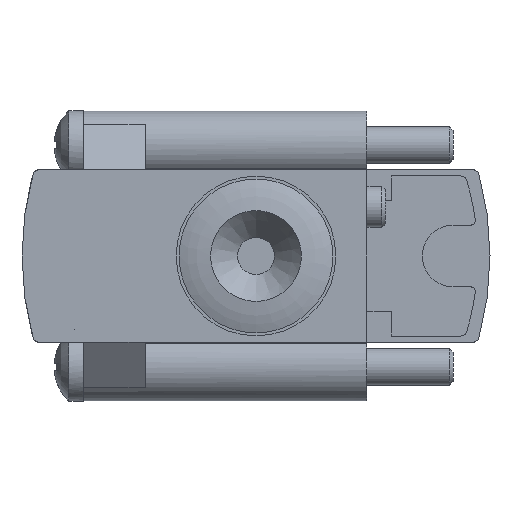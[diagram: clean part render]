
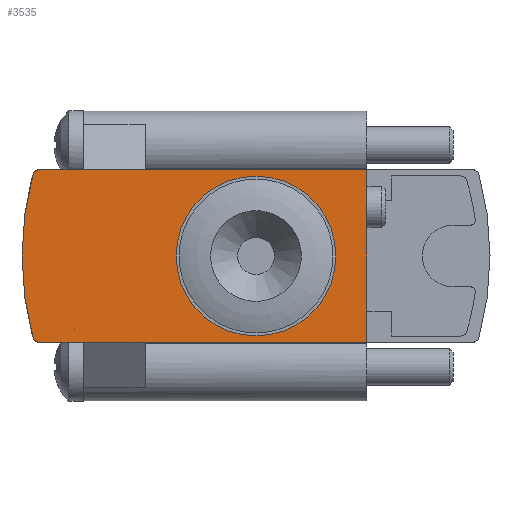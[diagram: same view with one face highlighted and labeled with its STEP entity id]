
A CAD part, left-side view. The second image highlights one B-rep face of the part: STEP entity #3535.
In plain terms, the highlighted planar face has unit normal (-1, 0, 0).
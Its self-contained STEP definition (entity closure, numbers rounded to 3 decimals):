
#63=PLANE('',#3734);
#130=CIRCLE('',#3650,25.);
#132=CIRCLE('',#3653,0.5);
#134=CIRCLE('',#3659,0.5);
#170=CIRCLE('',#3735,6.481);
#260=LINE('',#4746,#479);
#266=LINE('',#4758,#485);
#279=LINE('',#4799,#498);
#291=LINE('',#4828,#510);
#360=LINE('',#5039,#579);
#479=VECTOR('',#3950,1000.);
#485=VECTOR('',#3958,1000.);
#498=VECTOR('',#3981,1000.);
#510=VECTOR('',#4001,1000.);
#579=VECTOR('',#4208,1000.);
#941=ORIENTED_EDGE('',*,*,#1538,.T.);
#942=ORIENTED_EDGE('',*,*,#1438,.F.);
#943=ORIENTED_EDGE('',*,*,#1423,.F.);
#944=ORIENTED_EDGE('',*,*,#1411,.F.);
#945=ORIENTED_EDGE('',*,*,#1386,.F.);
#946=ORIENTED_EDGE('',*,*,#1394,.F.);
#947=ORIENTED_EDGE('',*,*,#1400,.F.);
#948=ORIENTED_EDGE('',*,*,#1539,.T.);
#949=ORIENTED_EDGE('',*,*,#1406,.F.);
#1386=EDGE_CURVE('',#1733,#1734,#130,.T.);
#1394=EDGE_CURVE('',#1740,#1733,#132,.T.);
#1400=EDGE_CURVE('',#1744,#1740,#260,.T.);
#1406=EDGE_CURVE('',#1749,#1750,#266,.T.);
#1411=EDGE_CURVE('',#1734,#1754,#134,.T.);
#1423=EDGE_CURVE('',#1754,#1763,#279,.T.);
#1438=EDGE_CURVE('',#1763,#1749,#291,.T.);
#1538=EDGE_CURVE('',#1848,#1848,#170,.T.);
#1539=EDGE_CURVE('',#1744,#1750,#360,.T.);
#1733=VERTEX_POINT('',#4705);
#1734=VERTEX_POINT('',#4707);
#1740=VERTEX_POINT('',#4729);
#1744=VERTEX_POINT('',#4745);
#1749=VERTEX_POINT('',#4757);
#1750=VERTEX_POINT('',#4759);
#1754=VERTEX_POINT('',#4773);
#1763=VERTEX_POINT('',#4800);
#1848=VERTEX_POINT('',#5038);
#2036=EDGE_LOOP('',(#941));
#2037=EDGE_LOOP('',(#942,#943,#944,#945,#946,#947,#948,#949));
#2233=FACE_BOUND('',#2036,.T.);
#2234=FACE_BOUND('',#2037,.T.);
#3535=ADVANCED_FACE('',(#2233,#2234),#63,.F.);
#3650=AXIS2_PLACEMENT_3D('',#4706,#3929,#3930);
#3653=AXIS2_PLACEMENT_3D('',#4730,#3939,#3940);
#3659=AXIS2_PLACEMENT_3D('',#4772,#3964,#3965);
#3734=AXIS2_PLACEMENT_3D('',#5036,#4204,#4205);
#3735=AXIS2_PLACEMENT_3D('',#5037,#4206,#4207);
#3929=DIRECTION('',(1.,0.,0.));
#3930=DIRECTION('',(0.,0.,-1.));
#3939=DIRECTION('',(1.,0.,0.));
#3940=DIRECTION('',(0.,0.,-1.));
#3950=DIRECTION('',(0.,1.,0.));
#3958=DIRECTION('',(0.,1.,0.));
#3964=DIRECTION('',(1.,0.,0.));
#3965=DIRECTION('',(0.,0.,-1.));
#3981=DIRECTION('',(0.,-1.,0.));
#4001=DIRECTION('',(0.,0.,-1.));
#4204=DIRECTION('',(1.,0.,0.));
#4205=DIRECTION('',(0.,0.,-1.));
#4206=DIRECTION('',(1.,0.,0.));
#4207=DIRECTION('',(0.,0.,-1.));
#4208=DIRECTION('',(0.,-1.,0.));
#4705=CARTESIAN_POINT('',(0.,37.104,-6.633));
#4706=CARTESIAN_POINT('',(0.,13.,0.));
#4707=CARTESIAN_POINT('',(0.,37.104,6.633));
#4729=CARTESIAN_POINT('',(0.,36.622,-7.));
#4730=CARTESIAN_POINT('',(0.,36.622,-6.5));
#4745=CARTESIAN_POINT('',(0.,33.,-7.));
#4746=CARTESIAN_POINT('',(0.,1.378,-7.));
#4757=CARTESIAN_POINT('',(0.,10.,-7.));
#4758=CARTESIAN_POINT('',(0.,1.378,-7.));
#4759=CARTESIAN_POINT('',(0.,28.,-7.));
#4772=CARTESIAN_POINT('',(0.,36.622,6.5));
#4773=CARTESIAN_POINT('',(0.,36.622,7.));
#4799=CARTESIAN_POINT('',(0.,36.622,7.));
#4800=CARTESIAN_POINT('',(0.,10.,7.));
#4828=CARTESIAN_POINT('',(0.,10.,6.5));
#5036=CARTESIAN_POINT('',(0.,36.622,6.5));
#5037=CARTESIAN_POINT('',(0.,19.,0.));
#5038=CARTESIAN_POINT('',(0.,19.,-6.481));
#5039=CARTESIAN_POINT('',(0.,33.,-7.));
